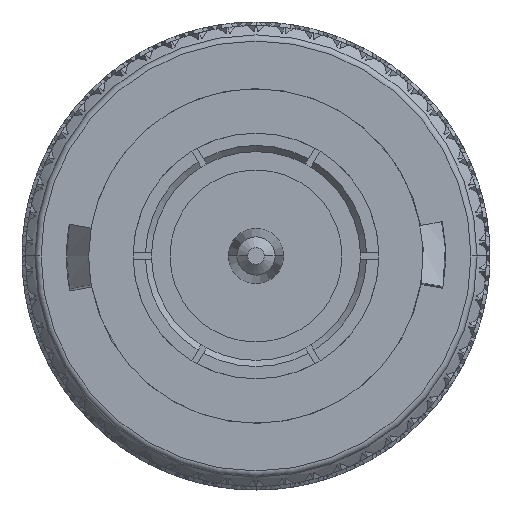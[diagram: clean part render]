
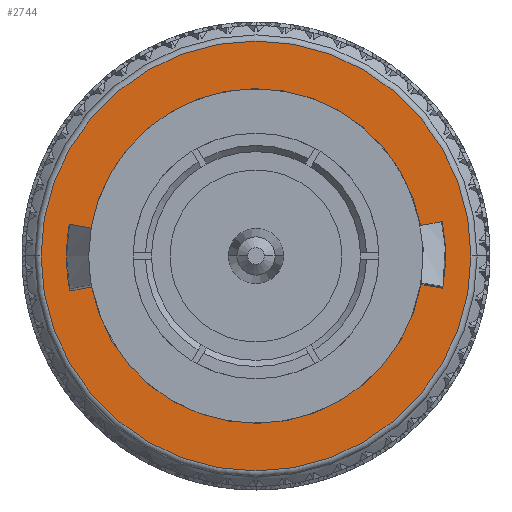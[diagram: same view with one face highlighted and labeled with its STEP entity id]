
A CAD part, left-side view. The second image highlights one B-rep face of the part: STEP entity #2744.
In plain terms, the highlighted planar face has unit normal (-1, 0, 0).
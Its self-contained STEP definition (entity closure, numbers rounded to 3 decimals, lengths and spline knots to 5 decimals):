
#600 = CARTESIAN_POINT ( 'NONE',  ( 0., 0.28048, 0.04765 ) ) ;
#1627 = CARTESIAN_POINT ( 'NONE',  ( 0., -0.30335, 0.05613 ) ) ;
#2744 = ADVANCED_FACE ( 'NONE', ( #108827, #48442 ), #8695, .F. ) ;
#2756 = CARTESIAN_POINT ( 'NONE',  ( 0., 0.3085, 0. ) ) ;
#3670 = CARTESIAN_POINT ( 'NONE',  ( 0., 0.35, 0. ) ) ;
#4833 = EDGE_CURVE ( 'NONE', #45751, #45254, #38957, .T. ) ;
#6302 = CIRCLE ( 'NONE', #27518, 0.2725 ) ;
#8695 = PLANE ( 'NONE',  #124459 ) ;
#10952 = DIRECTION ( 'NONE',  ( 0., 1., 0. ) ) ;
#11722 = CARTESIAN_POINT ( 'NONE',  ( 0., 0.30414, 0.05167 ) ) ;
#11864 = AXIS2_PLACEMENT_3D ( 'NONE', #47001, #59203, #94501 ) ;
#11963 = VERTEX_POINT ( 'NONE', #81908 ) ;
#14079 = EDGE_CURVE ( 'NONE', #17171, #129811, #133017, .T. ) ;
#17171 = VERTEX_POINT ( 'NONE', #143044 ) ;
#17557 = EDGE_LOOP ( 'NONE', ( #141341, #27561 ) ) ;
#18551 = CARTESIAN_POINT ( 'NONE',  ( 0., 0.30414, 0.05167 ) ) ;
#22073 = DIRECTION ( 'NONE',  ( 0., 1., 0. ) ) ;
#22568 = CARTESIAN_POINT ( 'NONE',  ( 0., 0., 0. ) ) ;
#23407 = CARTESIAN_POINT ( 'NONE',  ( 0., 0., 0.29 ) ) ;
#27518 = AXIS2_PLACEMENT_3D ( 'NONE', #65572, #41160, #53911 ) ;
#27561 = ORIENTED_EDGE ( 'NONE', *, *, #107057, .T. ) ;
#28483 = DIRECTION ( 'NONE',  ( 0., -0.985, -0.17 ) ) ;
#28750 = EDGE_CURVE ( 'NONE', #44906, #81646, #111212, .T. ) ;
#30101 = ORIENTED_EDGE ( 'NONE', *, *, #115952, .T. ) ;
#35863 = ORIENTED_EDGE ( 'NONE', *, *, #14079, .F. ) ;
#36489 = CARTESIAN_POINT ( 'NONE',  ( 0., 0.26865, 0.04564 ) ) ;
#38957 = LINE ( 'NONE', #64537, #69166 ) ;
#41160 = DIRECTION ( 'NONE',  ( 1., 0., 0. ) ) ;
#44906 = VERTEX_POINT ( 'NONE', #2756 ) ;
#45254 = VERTEX_POINT ( 'NONE', #62834 ) ;
#45751 = VERTEX_POINT ( 'NONE', #55144 ) ;
#46807 = ORIENTED_EDGE ( 'NONE', *, *, #50044, .F. ) ;
#47001 = CARTESIAN_POINT ( 'NONE',  ( 0., 0., 0. ) ) ;
#48258 = CARTESIAN_POINT ( 'NONE',  ( 0., -0.26795, 0.04958 ) ) ;
#48442 = FACE_BOUND ( 'NONE', #87273, .T. ) ;
#49684 = CIRCLE ( 'NONE', #144341, 0.35 ) ;
#50044 = EDGE_CURVE ( 'NONE', #45254, #152380, #142724, .T. ) ;
#53096 = CARTESIAN_POINT ( 'NONE',  ( 0., 0., 0. ) ) ;
#53911 = DIRECTION ( 'NONE',  ( 0., 1., 0. ) ) ;
#54202 = ORIENTED_EDGE ( 'NONE', *, *, #28750, .T. ) ;
#55144 = CARTESIAN_POINT ( 'NONE',  ( 0., -0.26852, -0.04639 ) ) ;
#55225 = DIRECTION ( 'NONE',  ( -1., 0., 0. ) ) ;
#59203 = DIRECTION ( 'NONE',  ( 1., 0., 0. ) ) ;
#59297 = CARTESIAN_POINT ( 'NONE',  ( 0., 0.29231, 0.04966 ) ) ;
#62834 = CARTESIAN_POINT ( 'NONE',  ( 0., -0.304, -0.05252 ) ) ;
#64537 = CARTESIAN_POINT ( 'NONE',  ( 0., -0.304, -0.05252 ) ) ;
#64901 = EDGE_CURVE ( 'NONE', #93627, #102550, #6302, .T. ) ;
#64938 = CIRCLE ( 'NONE', #88758, 0.35 ) ;
#65572 = CARTESIAN_POINT ( 'NONE',  ( 0., 0., 0. ) ) ;
#67271 = EDGE_CURVE ( 'NONE', #145791, #11963, #49684, .T. ) ;
#69166 = VECTOR ( 'NONE', #28483, 39.37008 ) ;
#70562 = AXIS2_PLACEMENT_3D ( 'NONE', #53096, #87425, #99520 ) ;
#71796 = CARTESIAN_POINT ( 'NONE',  ( 0., -0.30335, 0.05613 ) ) ;
#72991 = LINE ( 'NONE', #71796, #86195 ) ;
#73967 = EDGE_CURVE ( 'NONE', #152380, #102550, #72991, .T. ) ;
#74002 = EDGE_CURVE ( 'NONE', #45751, #129811, #78588, .T. ) ;
#78588 = CIRCLE ( 'NONE', #11864, 0.2725 ) ;
#81646 = VERTEX_POINT ( 'NONE', #18551 ) ;
#81908 = CARTESIAN_POINT ( 'NONE',  ( 0., -0.35, 0. ) ) ;
#82251 = CARTESIAN_POINT ( 'NONE',  ( 0., 0., 0. ) ) ;
#86195 = VECTOR ( 'NONE', #95033, 39.37008 ) ;
#87273 = EDGE_LOOP ( 'NONE', ( #46807, #111831, #152666, #35863, #30101, #54202, #127924, #144255, #91900 ) ) ;
#87425 = DIRECTION ( 'NONE',  ( 1., 0., 0. ) ) ;
#88758 = AXIS2_PLACEMENT_3D ( 'NONE', #129472, #153108, #93114 ) ;
#91900 = ORIENTED_EDGE ( 'NONE', *, *, #73967, .F. ) ;
#93114 = DIRECTION ( 'NONE',  ( 0., 1., 0. ) ) ;
#93149 = AXIS2_PLACEMENT_3D ( 'NONE', #114783, #55225, #126956 ) ;
#93627 = VERTEX_POINT ( 'NONE', #140476 ) ;
#94501 = DIRECTION ( 'NONE',  ( 0., 1., 0. ) ) ;
#95033 = DIRECTION ( 'NONE',  ( 0., 0.983, -0.182 ) ) ;
#96622 = CIRCLE ( 'NONE', #119777, 0.3085 ) ;
#99520 = DIRECTION ( 'NONE',  ( 0., 1., 0. ) ) ;
#102550 = VERTEX_POINT ( 'NONE', #48258 ) ;
#104707 = EDGE_CURVE ( 'NONE', #81646, #93627, #139665, .T. ) ;
#104993 = DIRECTION ( 'NONE',  ( -1., 0., 0. ) ) ;
#107057 = EDGE_CURVE ( 'NONE', #11963, #145791, #64938, .T. ) ;
#108827 = FACE_OUTER_BOUND ( 'NONE', #17557, .T. ) ;
#111212 = CIRCLE ( 'NONE', #70562, 0.3085 ) ;
#111831 = ORIENTED_EDGE ( 'NONE', *, *, #4833, .F. ) ;
#114783 = CARTESIAN_POINT ( 'NONE',  ( 0., 0., 0. ) ) ;
#115369 = CARTESIAN_POINT ( 'NONE',  ( 0., 0.26782, -0.0503 ) ) ;
#115952 = EDGE_CURVE ( 'NONE', #17171, #44906, #96622, .T. ) ;
#119489 = CARTESIAN_POINT ( 'NONE',  ( 0., 0.26782, -0.0503 ) ) ;
#119777 = AXIS2_PLACEMENT_3D ( 'NONE', #22568, #131296, #10952 ) ;
#124459 = AXIS2_PLACEMENT_3D ( 'NONE', #23407, #143251, #144263 ) ;
#126956 = DIRECTION ( 'NONE',  ( 0., -1., 0. ) ) ;
#127924 = ORIENTED_EDGE ( 'NONE', *, *, #104707, .T. ) ;
#129472 = CARTESIAN_POINT ( 'NONE',  ( 0., 0., 0. ) ) ;
#129811 = VERTEX_POINT ( 'NONE', #119489 ) ;
#131296 = DIRECTION ( 'NONE',  ( 1., 0., 0. ) ) ;
#133017 = B_SPLINE_CURVE_WITH_KNOTS ( 'NONE', 1,
 ( #139611, #115369 ),
 .UNSPECIFIED., .F., .F.,
 ( 2, 2 ),
 ( 0., 1. ),
 .UNSPECIFIED. ) ;
#139611 = CARTESIAN_POINT ( 'NONE',  ( 0., 0.3032, -0.05694 ) ) ;
#139665 = B_SPLINE_CURVE_WITH_KNOTS ( 'NONE', 3,
 ( #11722, #59297, #600, #36489 ),
 .UNSPECIFIED., .F., .F.,
 ( 4, 4 ),
 ( 0., 1. ),
 .UNSPECIFIED. ) ;
#140476 = CARTESIAN_POINT ( 'NONE',  ( 0., 0.26865, 0.04564 ) ) ;
#141341 = ORIENTED_EDGE ( 'NONE', *, *, #67271, .T. ) ;
#142724 = CIRCLE ( 'NONE', #93149, 0.3085 ) ;
#143044 = CARTESIAN_POINT ( 'NONE',  ( 0., 0.3032, -0.05694 ) ) ;
#143251 = DIRECTION ( 'NONE',  ( 1., 0., 0. ) ) ;
#144255 = ORIENTED_EDGE ( 'NONE', *, *, #64901, .T. ) ;
#144263 = DIRECTION ( 'NONE',  ( 0., 0., 1. ) ) ;
#144341 = AXIS2_PLACEMENT_3D ( 'NONE', #82251, #104993, #22073 ) ;
#145791 = VERTEX_POINT ( 'NONE', #3670 ) ;
#152380 = VERTEX_POINT ( 'NONE', #1627 ) ;
#152666 = ORIENTED_EDGE ( 'NONE', *, *, #74002, .T. ) ;
#153108 = DIRECTION ( 'NONE',  ( -1., 0., 0. ) ) ;
